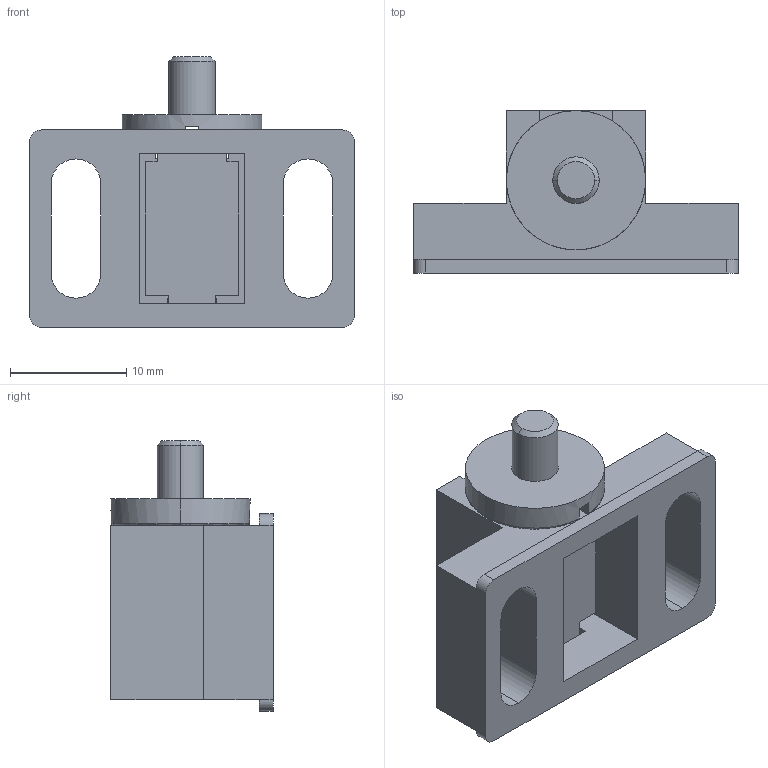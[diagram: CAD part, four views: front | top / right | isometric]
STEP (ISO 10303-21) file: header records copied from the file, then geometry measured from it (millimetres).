
FILE_DESCRIPTION (( 'STEP AP214' ), '1' );
FILE_NAME ('7340015', '2019-02-01T14:36:18', ( '' ), ('JUGARD+KÜNSTNER GmbH'), 'SwSTEP 2.0', 'SolidWorks 2017', '' );
FILE_SCHEMA (( 'AUTOMOTIVE_DESIGN' ));
Length unit declared in the file: millimetre
Products named in the file (1): 7340015_CNAJF00
Bounding box: 28 x 14 x 23.3 mm (x, y, z)
Volume: 2953.8 mm3; surface area: 3117.3 mm2
Topology: 1 solids, 1 shells, 81 faces, 234 edges, 151 vertices
Faces by surface type: plane 62, cylinder 14, bspline 3, cone 2
Entity records: 3047 total; most frequent: CARTESIAN_POINT 551, ORIENTED_EDGE 468, DIRECTION 418, EDGE_CURVE 234, VECTOR 190, LINE 190, VERTEX_POINT 151, AXIS2_PLACEMENT_3D 114
